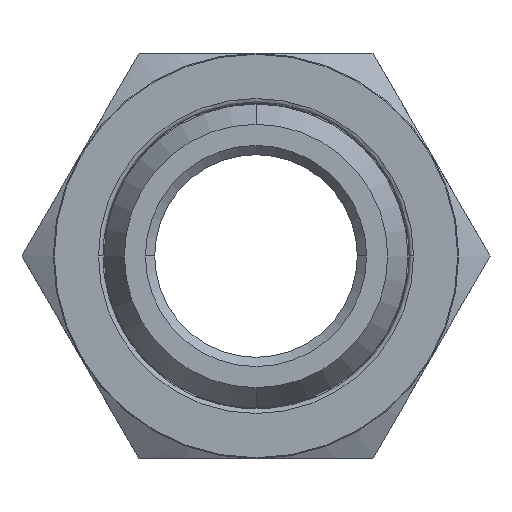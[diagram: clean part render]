
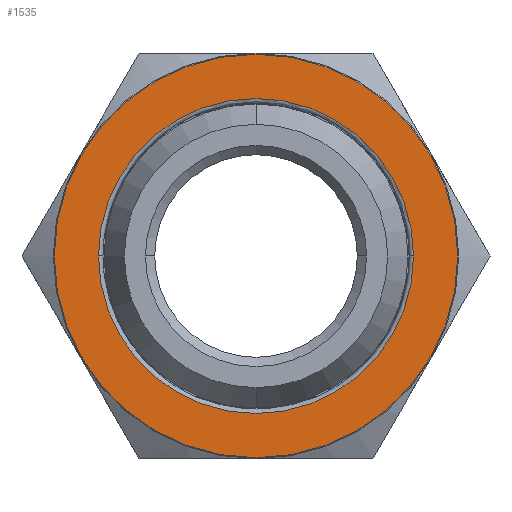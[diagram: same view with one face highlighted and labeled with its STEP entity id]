
A CAD part, front view. The second image highlights one B-rep face of the part: STEP entity #1535.
In plain terms, the highlighted planar face has unit normal (0, -1, 0).
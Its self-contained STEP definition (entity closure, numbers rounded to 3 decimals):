
#136 = FACE_BOUND ( 'NONE', #284, .T. ) ;
#141 = FACE_OUTER_BOUND ( 'NONE', #592, .T. ) ;
#284 = EDGE_LOOP ( 'NONE', ( #3443, #3444 ) ) ;
#592 = EDGE_LOOP ( 'NONE', ( #3445, #3446 ) ) ;
#641 = VERTEX_POINT ( 'NONE', #3118 ) ;
#785 = AXIS2_PLACEMENT_3D ( 'NONE', #2549, #2550, #2551 ) ;
#850 = AXIS2_PLACEMENT_3D ( 'NONE', #2391, #2392, #2393 ) ;
#852 = AXIS2_PLACEMENT_3D ( 'NONE', #2398, #2399, #2400 ) ;
#853 = AXIS2_PLACEMENT_3D ( 'NONE', #2401, #2402, #2403 ) ;
#1143 = CIRCLE ( 'NONE', #850, 10.95 ) ;
#1146 = CIRCLE ( 'NONE', #852, 8.55 ) ;
#1150 = CIRCLE ( 'NONE', #853, 10.95 ) ;
#1213 = PLANE ( 'NONE',  #2023 ) ;
#1220 = CARTESIAN_POINT ( 'NONE',  ( 0., 9.4, 0. ) ) ;
#1221 = DIRECTION ( 'NONE',  ( 0., -1., 0. ) ) ;
#1222 = DIRECTION ( 'NONE',  ( 1., 0., 0. ) ) ;
#1433 = CIRCLE ( 'NONE', #785, 8.55 ) ;
#1535 = ADVANCED_FACE ( 'NONE', ( #136, #141 ), #1213, .T. ) ;
#1773 = EDGE_CURVE ( 'NONE', #3185, #3169, #1433, .T. ) ;
#1896 = EDGE_CURVE ( 'NONE', #3453, #641, #1143, .T. ) ;
#1900 = EDGE_CURVE ( 'NONE', #3169, #3185, #1146, .T. ) ;
#1901 = EDGE_CURVE ( 'NONE', #641, #3453, #1150, .T. ) ;
#2023 = AXIS2_PLACEMENT_3D ( 'NONE', #1220, #1221, #1222 ) ;
#2249 = CARTESIAN_POINT ( 'NONE',  ( -8.55, 9.4, 0. ) ) ;
#2268 = CARTESIAN_POINT ( 'NONE',  ( 8.55, 9.4, 0. ) ) ;
#2323 = CARTESIAN_POINT ( 'NONE',  ( 10.95, 9.4, 0. ) ) ;
#2391 = CARTESIAN_POINT ( 'NONE',  ( 0., 9.4, 0. ) ) ;
#2392 = DIRECTION ( 'NONE',  ( 0., -1., 0. ) ) ;
#2393 = DIRECTION ( 'NONE',  ( 1., 0., 0. ) ) ;
#2398 = CARTESIAN_POINT ( 'NONE',  ( 0., 9.4, 0. ) ) ;
#2399 = DIRECTION ( 'NONE',  ( 0., 1., 0. ) ) ;
#2400 = DIRECTION ( 'NONE',  ( 1., 0., 0. ) ) ;
#2401 = CARTESIAN_POINT ( 'NONE',  ( 0., 9.4, 0. ) ) ;
#2402 = DIRECTION ( 'NONE',  ( 0., -1., 0. ) ) ;
#2403 = DIRECTION ( 'NONE',  ( 1., 0., 0. ) ) ;
#2549 = CARTESIAN_POINT ( 'NONE',  ( 0., 9.4, 0. ) ) ;
#2550 = DIRECTION ( 'NONE',  ( 0., 1., 0. ) ) ;
#2551 = DIRECTION ( 'NONE',  ( 1., 0., 0. ) ) ;
#3118 = CARTESIAN_POINT ( 'NONE',  ( -10.95, 9.4, 0. ) ) ;
#3169 = VERTEX_POINT ( 'NONE', #2268 ) ;
#3185 = VERTEX_POINT ( 'NONE', #2249 ) ;
#3443 = ORIENTED_EDGE ( 'NONE', *, *, #1900, .T. ) ;
#3444 = ORIENTED_EDGE ( 'NONE', *, *, #1773, .T. ) ;
#3445 = ORIENTED_EDGE ( 'NONE', *, *, #1901, .T. ) ;
#3446 = ORIENTED_EDGE ( 'NONE', *, *, #1896, .T. ) ;
#3453 = VERTEX_POINT ( 'NONE', #2323 ) ;
